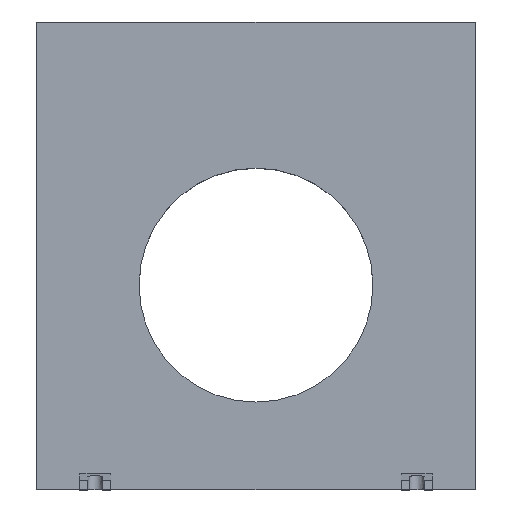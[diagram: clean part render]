
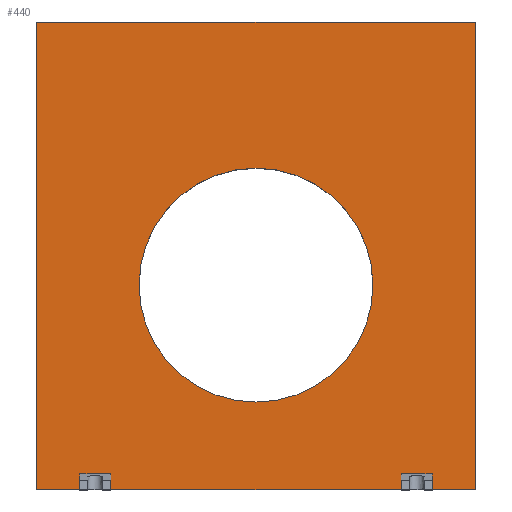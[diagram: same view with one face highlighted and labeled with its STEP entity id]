
A CAD part, top view. The second image highlights one B-rep face of the part: STEP entity #440.
In plain terms, the highlighted planar face has unit normal (0, 0, 1).
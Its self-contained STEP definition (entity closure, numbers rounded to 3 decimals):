
#356=CARTESIAN_POINT('',(40.0,70.0,15.0));
#357=VERTEX_POINT('',#356);
#373=CARTESIAN_POINT('',(-40.0,70.0,15.0));
#374=VERTEX_POINT('',#373);
#381=CARTESIAN_POINT('',(0.0,70.0,15.0));
#382=DIRECTION('',(0.0,0.0,1.0));
#383=DIRECTION('',(1.0,0.0,0.0));
#384=AXIS2_PLACEMENT_3D('',#381,#382,#383);
#385=CIRCLE('',#384,40.0);
#386=EDGE_CURVE('',#374,#357,#385,.T.);
#391=CARTESIAN_POINT('',(0.0,80.0,15.0));
#392=DIRECTION('',(0.0,0.0,1.0));
#393=DIRECTION('',(1.0,0.0,0.0));
#394=AXIS2_PLACEMENT_3D('',#391,#392,#393);
#395=PLANE('',#394);
#396=CARTESIAN_POINT('',(-75.0,0.0,15.0));
#397=VERTEX_POINT('',#396);
#398=CARTESIAN_POINT('',(-75.0,160.0,15.0));
#399=VERTEX_POINT('',#398);
#400=CARTESIAN_POINT('',(-75.0,0.0,15.0));
#401=DIRECTION('',(0.0,1.0,0.0));
#402=VECTOR('',#401,160.0);
#403=LINE('',#400,#402);
#404=EDGE_CURVE('',#397,#399,#403,.T.);
#405=ORIENTED_EDGE('',*,*,#404,.F.);
#406=CARTESIAN_POINT('',(75.0,0.0,15.0));
#407=VERTEX_POINT('',#406);
#408=CARTESIAN_POINT('',(75.0,0.0,15.0));
#409=DIRECTION('',(-1.0,0.0,0.0));
#410=VECTOR('',#409,150.0);
#411=LINE('',#408,#410);
#412=EDGE_CURVE('',#407,#397,#411,.T.);
#413=ORIENTED_EDGE('',*,*,#412,.F.);
#414=CARTESIAN_POINT('',(75.0,160.0,15.0));
#415=VERTEX_POINT('',#414);
#416=CARTESIAN_POINT('',(75.0,160.0,15.0));
#417=DIRECTION('',(0.0,-1.0,0.0));
#418=VECTOR('',#417,160.0);
#419=LINE('',#416,#418);
#420=EDGE_CURVE('',#415,#407,#419,.T.);
#421=ORIENTED_EDGE('',*,*,#420,.F.);
#422=CARTESIAN_POINT('',(-75.0,160.0,15.0));
#423=DIRECTION('',(1.0,0.0,0.0));
#424=VECTOR('',#423,150.0);
#425=LINE('',#422,#424);
#426=EDGE_CURVE('',#399,#415,#425,.T.);
#427=ORIENTED_EDGE('',*,*,#426,.F.);
#428=EDGE_LOOP('',(#405,#413,#421,#427));
#429=FACE_OUTER_BOUND('',#428,.T.);
#430=ORIENTED_EDGE('',*,*,#386,.F.);
#431=CARTESIAN_POINT('',(0.0,70.0,15.0));
#432=DIRECTION('',(0.0,0.0,1.0));
#433=DIRECTION('',(1.0,0.0,0.0));
#434=AXIS2_PLACEMENT_3D('',#431,#432,#433);
#435=CIRCLE('',#434,40.0);
#436=EDGE_CURVE('',#357,#374,#435,.T.);
#437=ORIENTED_EDGE('',*,*,#436,.F.);
#438=EDGE_LOOP('',(#430,#437));
#439=FACE_BOUND('',#438,.T.);
#440=ADVANCED_FACE('',(#429,#439),#395,.T.);
